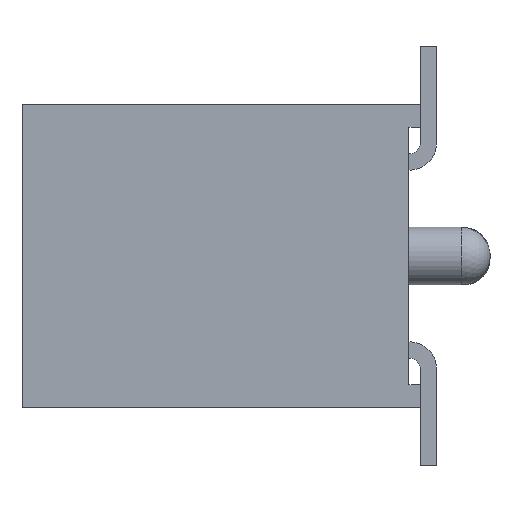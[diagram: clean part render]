
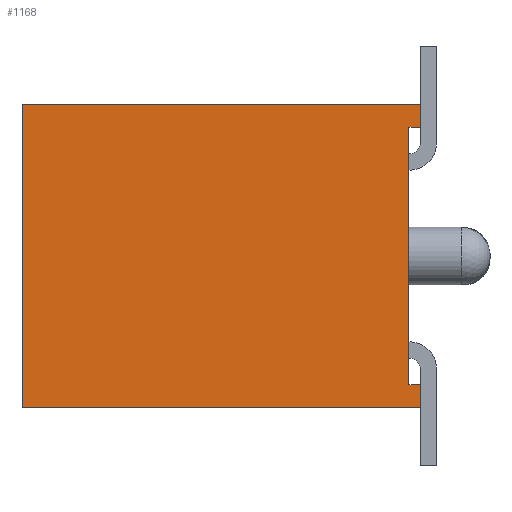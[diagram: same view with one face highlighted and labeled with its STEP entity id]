
A CAD part, left-side view. The second image highlights one B-rep face of the part: STEP entity #1168.
In plain terms, the highlighted planar face has unit normal (-1, 0, 0).
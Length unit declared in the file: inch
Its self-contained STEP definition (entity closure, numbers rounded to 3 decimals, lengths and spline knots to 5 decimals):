
#1168 = ADVANCED_FACE( '', ( #2565 ), #2566, .F. );
#2565 = FACE_OUTER_BOUND( '', #4188, .T. );
#2566 = PLANE( '', #4189 );
#4188 = EDGE_LOOP( '', ( #7785, #7786, #7787, #7788, #7789, #7790, #7791, #7792 ) );
#4189 = AXIS2_PLACEMENT_3D( '', #7793, #7794, #7795 );
#7785 = ORIENTED_EDGE( '', *, *, #10606, .T. );
#7786 = ORIENTED_EDGE( '', *, *, #9448, .T. );
#7787 = ORIENTED_EDGE( '', *, *, #10810, .F. );
#7788 = ORIENTED_EDGE( '', *, *, #10934, .F. );
#7789 = ORIENTED_EDGE( '', *, *, #10199, .T. );
#7790 = ORIENTED_EDGE( '', *, *, #10856, .T. );
#7791 = ORIENTED_EDGE( '', *, *, #10935, .T. );
#7792 = ORIENTED_EDGE( '', *, *, #10905, .T. );
#7793 = CARTESIAN_POINT( '', ( -0.20225, 0.172, -0.0655 ) );
#7794 = DIRECTION( '', ( 1., 0., 0. ) );
#7795 = DIRECTION( '', ( 0., 0., -1. ) );
#9448 = EDGE_CURVE( '', #11299, #11303, #11305, .T. );
#10199 = EDGE_CURVE( '', #12591, #12589, #12592, .T. );
#10606 = EDGE_CURVE( '', #13186, #11299, #13187, .T. );
#10810 = EDGE_CURVE( '', #13465, #11303, #13467, .T. );
#10856 = EDGE_CURVE( '', #12589, #13526, #13528, .T. );
#10905 = EDGE_CURVE( '', #13595, #13186, #13596, .T. );
#10934 = EDGE_CURVE( '', #12591, #13465, #13630, .T. );
#10935 = EDGE_CURVE( '', #13526, #13595, #13631, .T. );
#11299 = VERTEX_POINT( '', #14040 );
#11303 = VERTEX_POINT( '', #14046 );
#11305 = LINE( '', #14049, #14050 );
#12589 = VERTEX_POINT( '', #15917 );
#12591 = VERTEX_POINT( '', #15920 );
#12592 = LINE( '', #15921, #15922 );
#13186 = VERTEX_POINT( '', #16783 );
#13187 = LINE( '', #16784, #16785 );
#13465 = VERTEX_POINT( '', #17220 );
#13467 = LINE( '', #17223, #17224 );
#13526 = VERTEX_POINT( '', #17309 );
#13528 = LINE( '', #17312, #17313 );
#13595 = VERTEX_POINT( '', #17419 );
#13596 = LINE( '', #17420, #17421 );
#13630 = LINE( '', #17470, #17471 );
#13631 = LINE( '', #17472, #17473 );
#14040 = CARTESIAN_POINT( '', ( -0.20225, 0., 0.0555 ) );
#14046 = CARTESIAN_POINT( '', ( -0.20225, 0., 0.0655 ) );
#14049 = CARTESIAN_POINT( '', ( -0.20225, 0., -0.0655 ) );
#14050 = VECTOR( '', #17992, 39.37008 );
#15917 = CARTESIAN_POINT( '', ( -0.20225, 0., -0.0655 ) );
#15920 = CARTESIAN_POINT( '', ( -0.20225, 0.172, -0.0655 ) );
#15921 = CARTESIAN_POINT( '', ( -0.20225, 0.172, -0.0655 ) );
#15922 = VECTOR( '', #18706, 39.37008 );
#16783 = CARTESIAN_POINT( '', ( -0.20225, 0.005, 0.0555 ) );
#16784 = CARTESIAN_POINT( '', ( -0.20225, 0.005, 0.0555 ) );
#16785 = VECTOR( '', #19073, 39.37008 );
#17220 = CARTESIAN_POINT( '', ( -0.20225, 0.172, 0.0655 ) );
#17223 = CARTESIAN_POINT( '', ( -0.20225, 0.172, 0.0655 ) );
#17224 = VECTOR( '', #19256, 39.37008 );
#17309 = CARTESIAN_POINT( '', ( -0.20225, 0., -0.0555 ) );
#17312 = CARTESIAN_POINT( '', ( -0.20225, 0., -0.0655 ) );
#17313 = VECTOR( '', #19287, 39.37008 );
#17419 = CARTESIAN_POINT( '', ( -0.20225, 0.005, -0.0555 ) );
#17420 = CARTESIAN_POINT( '', ( -0.20225, 0.005, -0.0555 ) );
#17421 = VECTOR( '', #19330, 39.37008 );
#17470 = CARTESIAN_POINT( '', ( -0.20225, 0.172, -0.0655 ) );
#17471 = VECTOR( '', #19346, 39.37008 );
#17472 = CARTESIAN_POINT( '', ( -0.20225, 0., -0.0555 ) );
#17473 = VECTOR( '', #19347, 39.37008 );
#17992 = DIRECTION( '', ( 0., 0., 1. ) );
#18706 = DIRECTION( '', ( 0., -1., 0. ) );
#19073 = DIRECTION( '', ( 0., -1., 0. ) );
#19256 = DIRECTION( '', ( 0., -1., 0. ) );
#19287 = DIRECTION( '', ( 0., 0., 1. ) );
#19330 = DIRECTION( '', ( 0., 0., 1. ) );
#19346 = DIRECTION( '', ( 0., 0., 1. ) );
#19347 = DIRECTION( '', ( 0., 1., 0. ) );
